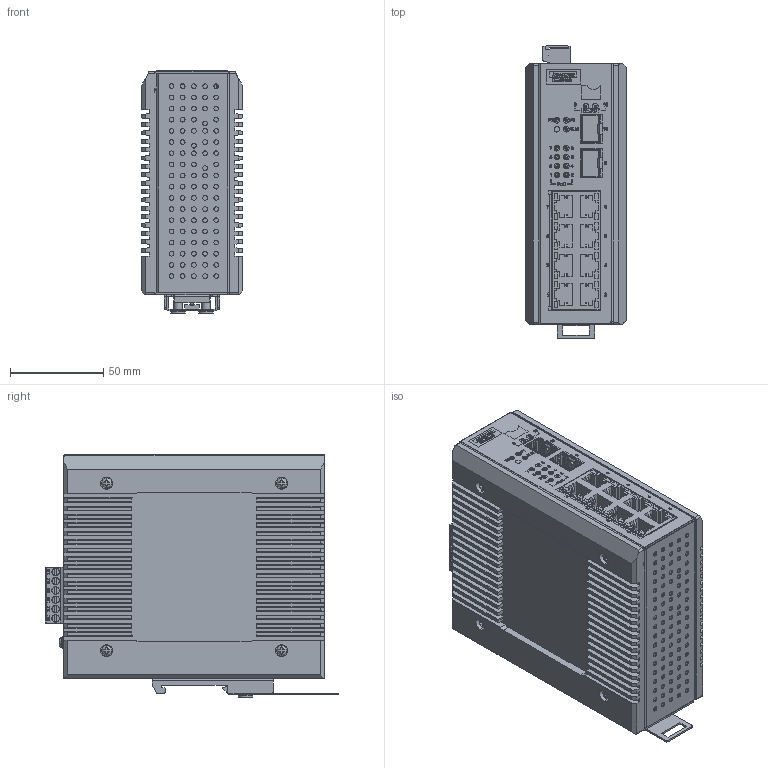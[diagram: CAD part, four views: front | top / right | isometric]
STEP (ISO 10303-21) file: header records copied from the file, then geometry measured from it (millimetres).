
FILE_DESCRIPTION (( 'STEP AP214' ), '1' );
FILE_NAME ('EKI-2710G-2GPI.STEP', '2024-04-22T02:21:59', ( '' ), ( '' ), 'SwSTEP 2.0', 'SolidWorks 2022', '' );
FILE_SCHEMA (( 'AUTOMOTIVE_DESIGN' ));
Length unit declared in the file: millimetre
Products named in the file (1): EKI-2710G-2GPI
Bounding box: 54 x 157.7 x 130.91 mm (x, y, z)
Volume: 813671.5 mm3; surface area: 142682.3 mm2
Topology: 1 solids, 30 shells, 4673 faces, 12623 edges, 8349 vertices
Faces by surface type: plane 2802, cylinder 1119, bspline 640, cone 54, torus 44, sphere 14
Entity records: 189130 total; most frequent: CARTESIAN_POINT 40270, ORIENTED_EDGE 25162, DIRECTION 21202, EDGE_CURVE 12581, LINE 8688, VECTOR 8688, VERTEX_POINT 8321, AXIS2_PLACEMENT_3D 6257
